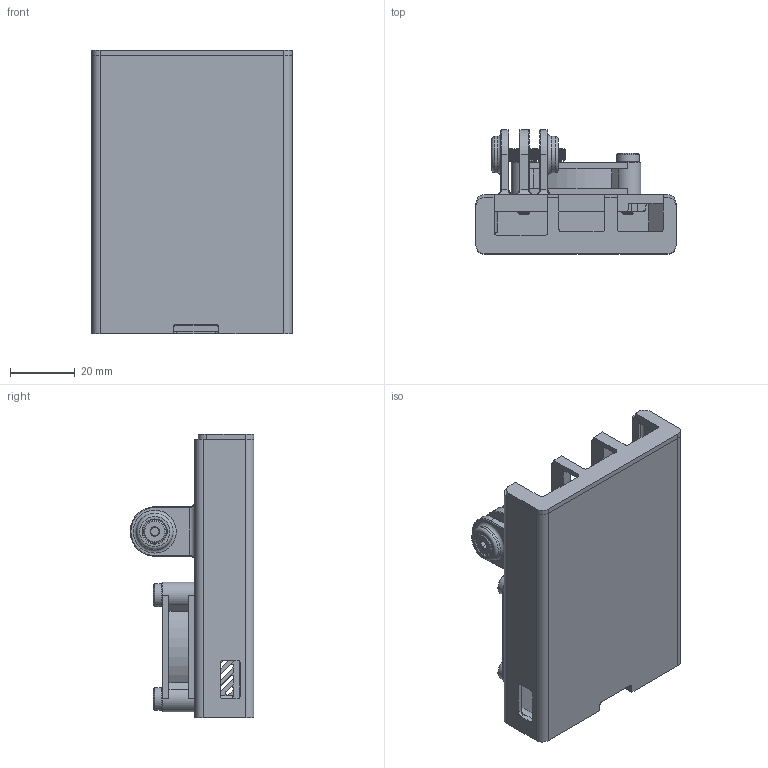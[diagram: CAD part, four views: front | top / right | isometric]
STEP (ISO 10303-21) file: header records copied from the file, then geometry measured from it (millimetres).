
FILE_DESCRIPTION(/* description */ (''),/* implementation_level */ '2;1');
FILE_NAME(/* name */ 'Basket Case v24.step',/* time_stamp */ '2018-08-02T19:29:45-07:00',/* author */ ('milkey.mouse'),/* organization */ (''),/* preprocessor_version */ 'ST-DEVELOPER v17',/* originating_system */ 'Autodesk Translation Framework v7.1.0.215',/* authorisation */ '');
FILE_SCHEMA (('AUTOMOTIVE_DESIGN { 1 0 10303 214 3 1 1 }'));
Length unit declared in the file: millimetre
Products named in the file (5): Basket Case; 1939K17; 92855A416; 90591A255; 93070A107
Assembly tree (11 placements, depth 2):
  Basket Case
    1939K17
    92855A416  x4
    90591A255  x5
    93070A107
Bounding box: 61.7 x 38.2 x 87.4 mm (x, y, z)
Volume: 39582 mm3; surface area: 41028.3 mm2
Topology: 14 solids, 14 shells, 1154 faces, 3144 edges, 2008 vertices
Faces by surface type: cylinder 487, plane 446, cone 144, bspline 54, torus 23
Full cylindrical faces by diameter (mm): 3.091 x126, 4 x137, 4.3 x4, 7 x5, 7.25 x1, 11.25 x2, 17 x1, 38 x1
Entity records: 35975 total; most frequent: CARTESIAN_POINT 15548, ORIENTED_EDGE 4470, DIRECTION 3993, EDGE_CURVE 2235, VERTEX_POINT 1439, AXIS2_PLACEMENT_3D 1341, LINE 1311, VECTOR 1311
